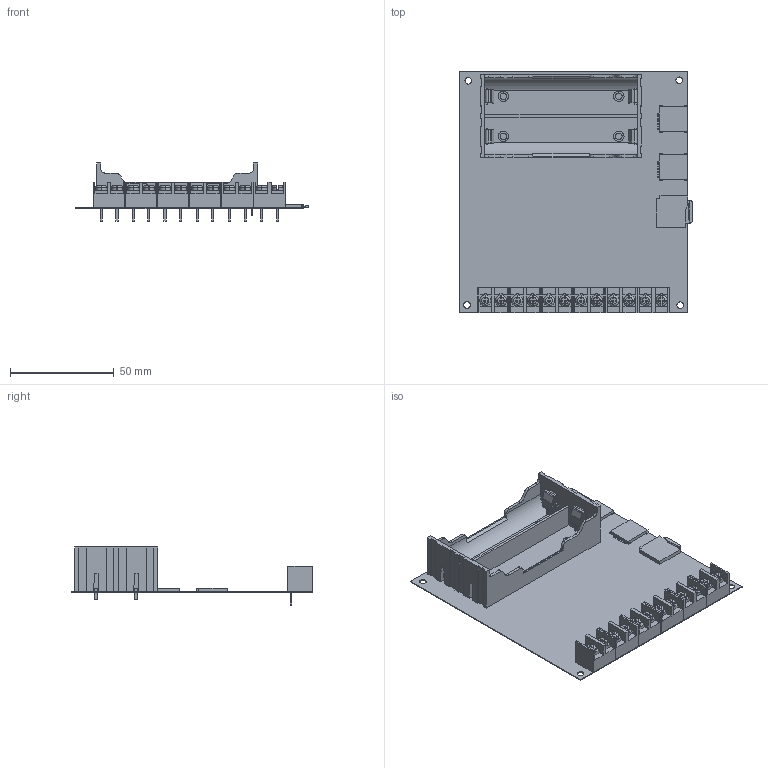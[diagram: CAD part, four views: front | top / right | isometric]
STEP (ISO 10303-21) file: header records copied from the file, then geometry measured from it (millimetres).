
FILE_DESCRIPTION(('Open CASCADE Model'),'2;1');
FILE_NAME('Open CASCADE Shape Model','2023-05-11T18:31:33',('Author'),( 'Open CASCADE'),'Open CASCADE STEP processor 6.8','Open CASCADE 6.8' ,'Unknown');
FILE_SCHEMA(('AUTOMOTIVE_DESIGN { 1 0 10303 214 1 1 1 1 }'));
Length unit declared in the file: millimetre
Products named in the file (26): PCB; Board; Open CASCADE STEP translator 6.8 1.1.1; Designator1; User_Library-18650_Full; 18650m_2; 18650s_____________; Open CASCADE STEP translator 6.8 1.3; User_Library-microsd_card; 6709472416; Extruded; Designator14_2; User_Library-kf7_62-2p; Designator15_2; Designator14_1; Designator15_1; Designator15; Designator14; 6709460256; 6709460976; 6709465216; Designator13
Assembly tree (54 placements, depth 4):
  PCB
    Board
      Open CASCADE STEP translator 6.8 1.1.1
    Designator1
      User_Library-18650_Full
        18650m_2
        18650s_____________  x4
    Open CASCADE STEP translator 6.8 1.3
      User_Library-microsd_card
      6709472416
        Extruded
    Designator14_2
      User_Library-kf7_62-2p
    Designator15_2
      User_Library-kf7_62-2p
    Designator14_1
      User_Library-kf7_62-2p
    Designator15_1
      User_Library-kf7_62-2p
    Designator15
      User_Library-kf7_62-2p
    Designator14
      User_Library-kf7_62-2p
    Designator14
      6709460256
        Extruded
      6709460976  x7
        Extruded
      6709465216  x4
        Extruded
    Designator13
      6709460256
        Extruded
      6709460976  x7
        Extruded
      6709465216  x4
        Extruded
Bounding box: 112.24 x 116.28 x 27.95 mm (x, y, z)
Volume: 29332.1 mm3; surface area: 51426.7 mm2
Topology: 38 solids, 38 shells, 1106 faces, 2834 edges, 1824 vertices
Faces by surface type: plane 910, cylinder 155, bspline 40, cone 1
Full cylindrical faces by diameter (mm): 0.9 x4, 3.2 x4
Entity records: 14704 total; most frequent: CARTESIAN_POINT 2706, ORIENTED_EDGE 2382, DIRECTION 2266, EDGE_CURVE 1191, LINE 1004, VECTOR 1004, VERTEX_POINT 779, AXIS2_PLACEMENT_3D 631
